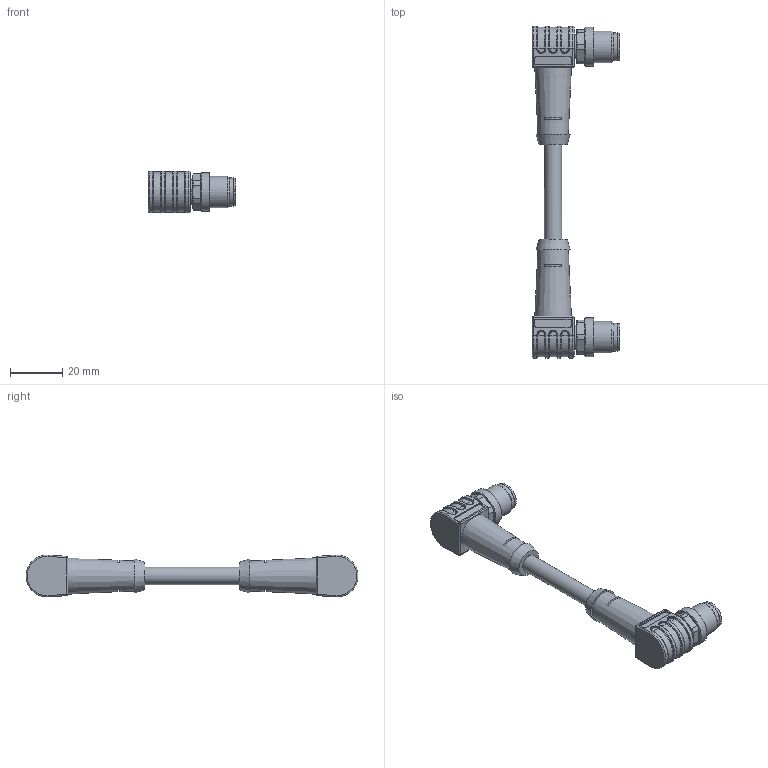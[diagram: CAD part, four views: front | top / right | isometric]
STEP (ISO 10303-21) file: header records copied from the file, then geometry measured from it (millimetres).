
FILE_DESCRIPTION(/* description */ (''),/* implementation_level */ '2;1');
FILE_NAME(/* name */ 'RA-WWASSX8-L-RA-WWASSX8_S5006.stp',/* time_stamp */ '2017-09-01T15:13:57+02:00',/* author */ (''),/* organization */ (''),/* preprocessor_version */ 'ST-DEVELOPER v16',/* originating_system */ 'SIEMENS PLM Software NX 10.0',/* authorisation */ '');
FILE_SCHEMA (('AUTOMOTIVE_DESIGN { 1 0 10303 214 3 1 1 1 }'));
Length unit declared in the file: millimetre
Products named in the file (1): RA-WWASSX8-L-RA-WWASSX8_S5006_stp
Bounding box: 33.5 x 126.94 x 15.97 mm (x, y, z)
Volume: 19074.9 mm3; surface area: 8589.4 mm2
Topology: 1 solids, 1 shells, 529 faces, 1424 edges, 931 vertices
Faces by surface type: plane 206, cylinder 175, cone 56, bspline 40, torus 28, sphere 24
Full cylindrical faces by diameter (mm): 0.6 x16, 6.6 x1, 10.8 x2, 12 x2, 15 x2
Entity records: 17450 total; most frequent: CARTESIAN_POINT 4980, DIRECTION 2586, ORIENTED_EDGE 2572, EDGE_CURVE 1286, AXIS2_PLACEMENT_3D 1036, VERTEX_POINT 868, EDGE_LOOP 638, ADVANCED_FACE 529
